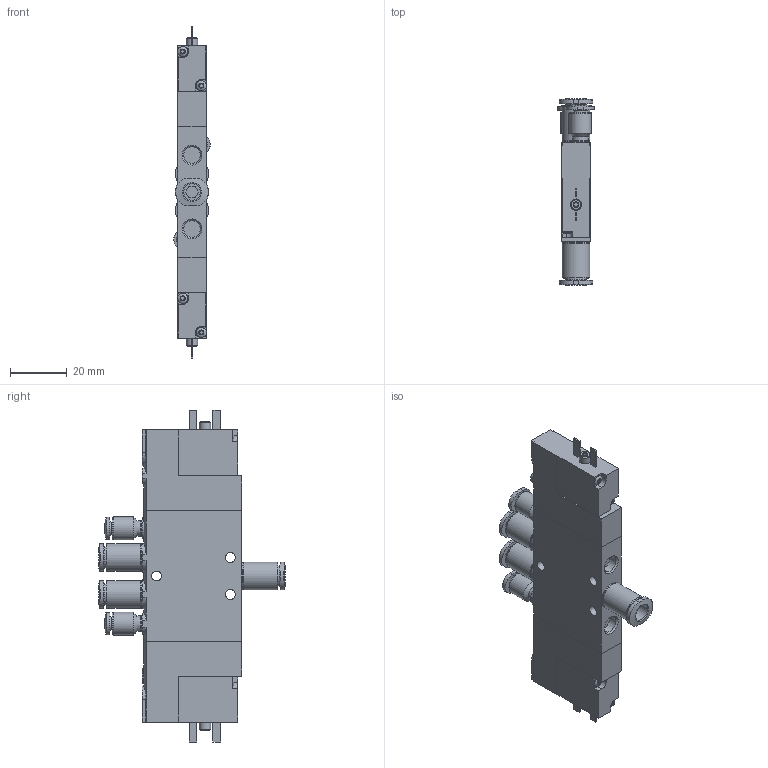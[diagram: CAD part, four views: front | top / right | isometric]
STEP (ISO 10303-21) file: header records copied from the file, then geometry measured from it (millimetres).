
FILE_DESCRIPTION(/* description */ ('STEP AP214'),/* implementation_level */ '2;1');
FILE_NAME(/* name */ '533156_CPE10-M1BH-5_3ES-QS6-B',/* time_stamp */ '2024-08-06T15:33:11+02:00',/* author */ ('License CC BY-ND 4.0'),/* organization */ ('CADENAS'),/* preprocessor_version */ 'ST-DEVELOPER v19.3',/* originating_system */ 'PARTsolutions',/* authorisation */ ' ');
FILE_SCHEMA (('AUTOMOTIVE_DESIGN {1 0 10303 214 3 1 1}'));
Length unit declared in the file: millimetre
Products named in the file (5): 533156 CPE10-M1BH-5/3ES-QS6-B; CPE10-...-5; 153321 QSM-M7-6-I; CPE10-KMYZ9_M1BH; 153312 QSM-M3-3-I
Assembly tree (8 placements, depth 2):
  533156 CPE10-M1BH-5/3ES-QS6-B
    CPE10-...-5
    153321 QSM-M7-6-I  x3
    CPE10-KMYZ9_M1BH  x2
    153312 QSM-M3-3-I  x2
Bounding box: 12.8 x 65.8 x 117 mm (x, y, z)
Volume: 37796.4 mm3; surface area: 17665.5 mm2
Topology: 8 solids, 8 shells, 395 faces, 925 edges, 590 vertices
Faces by surface type: plane 169, cylinder 136, cone 66, torus 24
Full cylindrical faces by diameter (mm): 1.567 x2, 2 x2, 2.459 x4, 3 x4, 3.5 x3, 3.6 x4, 4 x2, 4.4 x2, 4.55 x2, 5.5 x4, 5.917 x5, 6 x3, 7 x3, 7.4 x3, 7.8 x2, 8 x2, 9.6 x9, 9.8 x3
Entity records: 6113 total; most frequent: CARTESIAN_POINT 1151, DIRECTION 909, ORIENTED_EDGE 810, EDGE_CURVE 405, AXIS2_PLACEMENT_3D 357, EDGE_LOOP 294, FACE_BOUND 294, VERTEX_POINT 293
